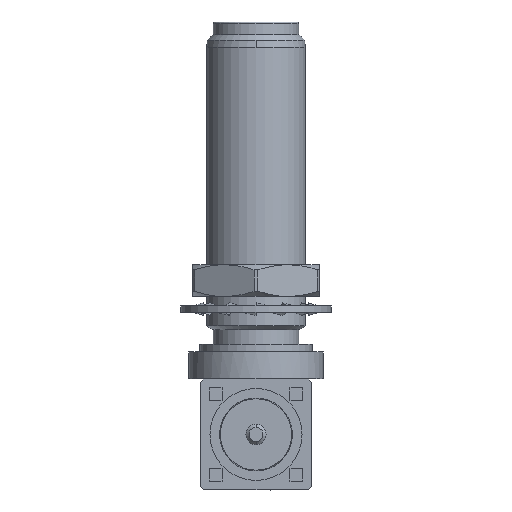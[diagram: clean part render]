
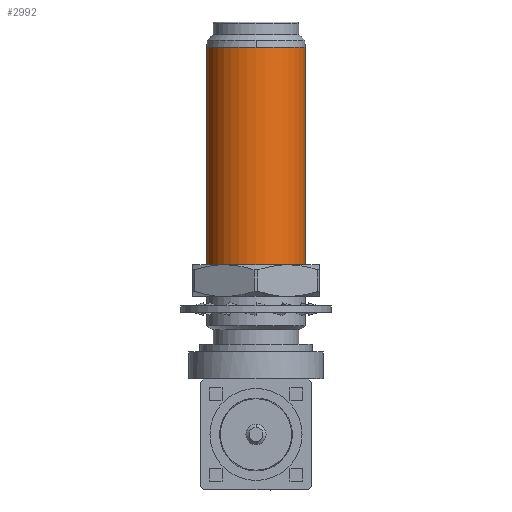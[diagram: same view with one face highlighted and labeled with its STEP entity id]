
A CAD part, front view. The second image highlights one B-rep face of the part: STEP entity #2992.
In plain terms, the highlighted cylindrical face has radius 3.12 mm (diameter 6.24 mm), a partial arc.
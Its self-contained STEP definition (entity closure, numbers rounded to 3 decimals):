
#97 = CARTESIAN_POINT ( 'NONE',  ( -3.12, 0., -15.346 ) ) ;
#1297 = AXIS2_PLACEMENT_3D ( 'NONE', #3078, #3073, #3090 ) ;
#1310 = CIRCLE ( 'NONE', #1297, 3.12 ) ;
#2148 = EDGE_LOOP ( 'NONE', ( #4717, #4691, #4781, #4684, #4694 ) ) ;
#2992 = ADVANCED_FACE ( 'NONE', ( #5782 ), #5785, .T. ) ;
#3073 = DIRECTION ( 'NONE',  ( 0., 0., -1. ) ) ;
#3078 = CARTESIAN_POINT ( 'NONE',  ( 0., 0., -1.6 ) ) ;
#3090 = DIRECTION ( 'NONE',  ( 1., 0., 0. ) ) ;
#3697 = VECTOR ( 'NONE', #7092, 1000. ) ;
#3699 = VECTOR ( 'NONE', #7097, 1000. ) ;
#3700 = CIRCLE ( 'NONE', #3702, 3.12 ) ;
#3702 = AXIS2_PLACEMENT_3D ( 'NONE', #7100, #7101, #7102 ) ;
#4097 = EDGE_CURVE ( 'NONE', #4714, #4765, #1310, .T. ) ;
#4684 = ORIENTED_EDGE ( 'NONE', *, *, #4097, .T. ) ;
#4691 = ORIENTED_EDGE ( 'NONE', *, *, #7659, .T. ) ;
#4694 = ORIENTED_EDGE ( 'NONE', *, *, #6012, .T. ) ;
#4714 = VERTEX_POINT ( 'NONE', #8639 ) ;
#4717 = ORIENTED_EDGE ( 'NONE', *, *, #7655, .F. ) ;
#4765 = VERTEX_POINT ( 'NONE', #8624 ) ;
#4781 = ORIENTED_EDGE ( 'NONE', *, *, #7657, .T. ) ;
#4811 = VERTEX_POINT ( 'NONE', #8614 ) ;
#4816 = VERTEX_POINT ( 'NONE', #8678 ) ;
#5230 = DIRECTION ( 'NONE',  ( 1., 0., 0. ) ) ;
#5232 = DIRECTION ( 'NONE',  ( 0., 0., 1. ) ) ;
#5233 = CARTESIAN_POINT ( 'NONE',  ( 0., 0., 0.302 ) ) ;
#5782 = FACE_OUTER_BOUND ( 'NONE', #2148, .T. ) ;
#5785 = CYLINDRICAL_SURFACE ( 'NONE', #9581, 3.12 ) ;
#6012 = EDGE_CURVE ( 'NONE', #4765, #4811, #8206, .T. ) ;
#6524 = VERTEX_POINT ( 'NONE', #97 ) ;
#7013 = LINE ( 'NONE', #7091, #3697 ) ;
#7014 = LINE ( 'NONE', #7096, #3699 ) ;
#7091 = CARTESIAN_POINT ( 'NONE',  ( -3.12, 0., 0.302 ) ) ;
#7092 = DIRECTION ( 'NONE',  ( 0., 0., 1. ) ) ;
#7096 = CARTESIAN_POINT ( 'NONE',  ( 3.12, 0., 0.302 ) ) ;
#7097 = DIRECTION ( 'NONE',  ( 0., 0., 1. ) ) ;
#7100 = CARTESIAN_POINT ( 'NONE',  ( 0., 0., -15.346 ) ) ;
#7101 = DIRECTION ( 'NONE',  ( 0., 0., 1. ) ) ;
#7102 = DIRECTION ( 'NONE',  ( 1., 0., 0. ) ) ;
#7389 = CARTESIAN_POINT ( 'NONE',  ( 0., 0., -1.6 ) ) ;
#7390 = DIRECTION ( 'NONE',  ( 0., 0., -1. ) ) ;
#7391 = DIRECTION ( 'NONE',  ( 1., 0., 0. ) ) ;
#7655 = EDGE_CURVE ( 'NONE', #6524, #4811, #7013, .T. ) ;
#7657 = EDGE_CURVE ( 'NONE', #4816, #4714, #7014, .T. ) ;
#7659 = EDGE_CURVE ( 'NONE', #6524, #4816, #3700, .T. ) ;
#8206 = CIRCLE ( 'NONE', #8213, 3.12 ) ;
#8213 = AXIS2_PLACEMENT_3D ( 'NONE', #7389, #7390, #7391 ) ;
#8614 = CARTESIAN_POINT ( 'NONE',  ( -3.12, 0., -1.6 ) ) ;
#8624 = CARTESIAN_POINT ( 'NONE',  ( 0., -3.12, -1.6 ) ) ;
#8639 = CARTESIAN_POINT ( 'NONE',  ( 3.12, 0., -1.6 ) ) ;
#8678 = CARTESIAN_POINT ( 'NONE',  ( 3.12, 0., -15.346 ) ) ;
#9581 = AXIS2_PLACEMENT_3D ( 'NONE', #5233, #5232, #5230 ) ;
